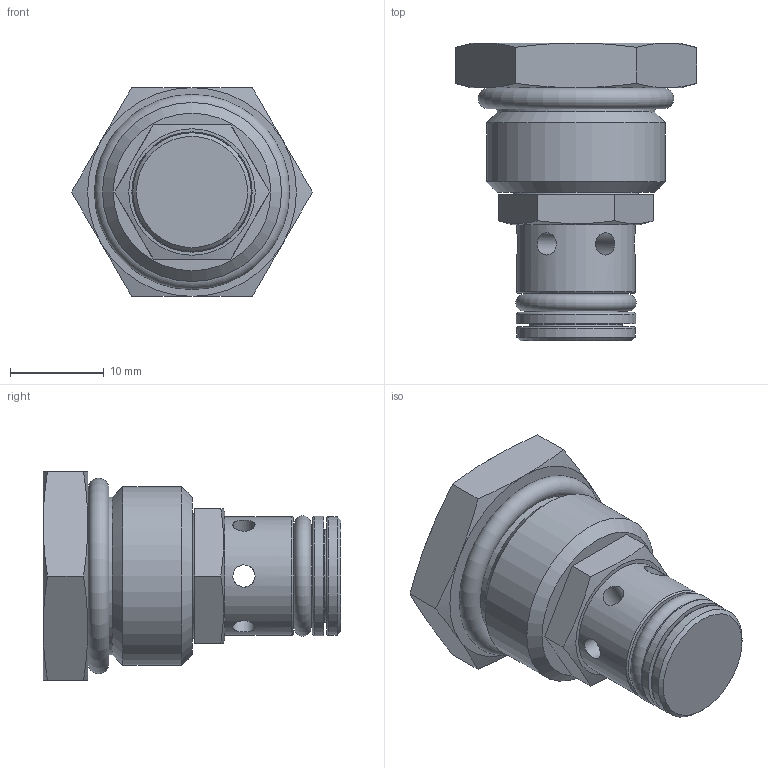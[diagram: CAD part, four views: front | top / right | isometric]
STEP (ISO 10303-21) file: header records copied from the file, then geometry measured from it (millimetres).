
FILE_DESCRIPTION((''),'2;1');
FILE_NAME('dcv-080-b-n-2_10129-82_RF.stp','2012-05-30T13:15:27',('mmartin'),(''),'Autodesk Inventor 2010','Autodesk Inventor 2010','');
FILE_SCHEMA(('AUTOMOTIVE_DESIGN { 1 0 10303 214 1 1 1 1 }'));
Length unit declared in the file: inch
Products named in the file (1): 10129-82_Shrinkwrap
Bounding box: 25.66 x 31.68 x 22.23 mm (x, y, z)
Volume: 7115.3 mm3; surface area: 3411.6 mm2
Topology: 2 solids, 2 shells, 62 faces, 143 edges, 85 vertices
Faces by surface type: plane 21, cone 17, cylinder 15, torus 6, bspline 3
Full cylindrical faces by diameter (mm): 2.362 x6, 9.83 x2, 9.906 x1, 12.598 x2, 12.7 x1, 16.751 x2, 19.05 x1
Entity records: 1797 total; most frequent: CARTESIAN_POINT 610, DIRECTION 232, ORIENTED_EDGE 202, AXIS2_PLACEMENT_3D 107, EDGE_LOOP 104, EDGE_CURVE 101, VERTEX_POINT 73, FACE_OUTER_BOUND 62
